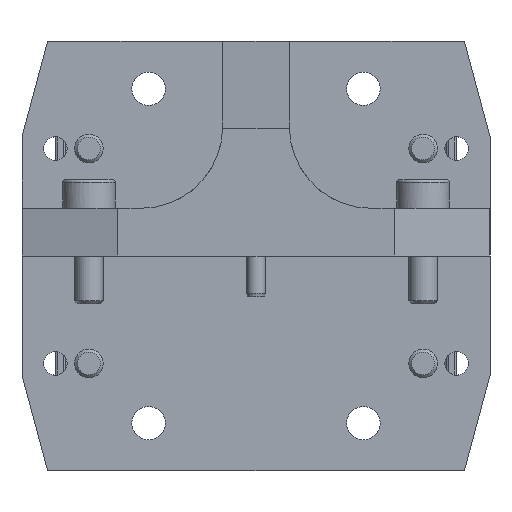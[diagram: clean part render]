
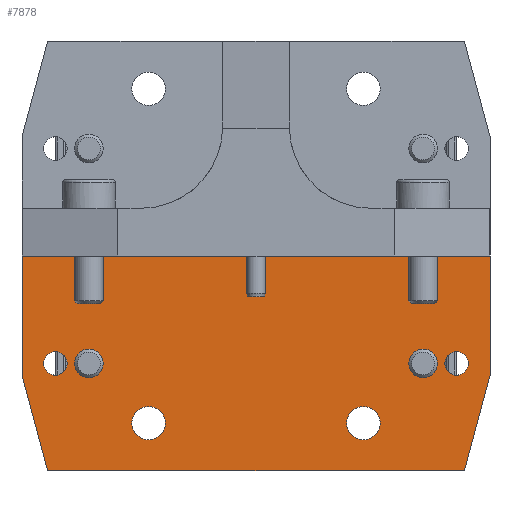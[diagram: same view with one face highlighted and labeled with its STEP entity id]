
A CAD part, front view. The second image highlights one B-rep face of the part: STEP entity #7878.
In plain terms, the highlighted planar face has unit normal (0, -1, 0).
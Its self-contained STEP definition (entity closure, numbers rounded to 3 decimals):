
#397=FACE_BOUND('',#1447,.T.);
#398=FACE_BOUND('',#1448,.T.);
#399=FACE_BOUND('',#1449,.T.);
#400=FACE_BOUND('',#1450,.T.);
#401=FACE_BOUND('',#1451,.T.);
#402=FACE_BOUND('',#1452,.T.);
#546=PLANE('',#8812);
#957=FACE_OUTER_BOUND('',#1446,.T.);
#1446=EDGE_LOOP('',(#6691,#6692,#6693,#6694,#6695,#6696));
#1447=EDGE_LOOP('',(#6697));
#1448=EDGE_LOOP('',(#6698));
#1449=EDGE_LOOP('',(#6699,#6700));
#1450=EDGE_LOOP('',(#6701,#6702));
#1451=EDGE_LOOP('',(#6703));
#1452=EDGE_LOOP('',(#6704));
#1887=LINE('',#14870,#2324);
#1894=LINE('',#14882,#2331);
#1900=LINE('',#14908,#2337);
#1903=LINE('',#14921,#2340);
#1905=LINE('',#14925,#2342);
#1906=LINE('',#14926,#2343);
#2324=VECTOR('',#10979,10.);
#2331=VECTOR('',#10988,10.);
#2337=VECTOR('',#11014,10.);
#2340=VECTOR('',#11029,10.);
#2342=VECTOR('',#11033,10.);
#2343=VECTOR('',#11034,10.);
#2387=CIRCLE('',#7970,1.5);
#2601=CIRCLE('',#8360,1.5);
#2832=CIRCLE('',#8813,1.75);
#2833=CIRCLE('',#8814,1.75);
#2834=CIRCLE('',#8815,1.75);
#2835=CIRCLE('',#8816,1.75);
#2836=CIRCLE('',#8817,1.23);
#2837=CIRCLE('',#8818,1.23);
#2879=VERTEX_POINT('',#11251);
#3185=VERTEX_POINT('',#12981);
#3521=VERTEX_POINT('',#14867);
#3522=VERTEX_POINT('',#14869);
#3526=VERTEX_POINT('',#14880);
#3536=VERTEX_POINT('',#14906);
#3540=VERTEX_POINT('',#14920);
#3541=VERTEX_POINT('',#14924);
#3542=VERTEX_POINT('',#14927);
#3543=VERTEX_POINT('',#14928);
#3544=VERTEX_POINT('',#14931);
#3545=VERTEX_POINT('',#14932);
#3546=VERTEX_POINT('',#14935);
#3547=VERTEX_POINT('',#14937);
#3597=EDGE_CURVE('',#2879,#2879,#2387,.T.);
#4066=EDGE_CURVE('',#3185,#3185,#2601,.T.);
#4596=EDGE_CURVE('',#3522,#3521,#1887,.T.);
#4603=EDGE_CURVE('',#3521,#3526,#1894,.T.);
#4617=EDGE_CURVE('',#3526,#3536,#1900,.T.);
#4623=EDGE_CURVE('',#3540,#3536,#1903,.T.);
#4625=EDGE_CURVE('',#3540,#3541,#1905,.T.);
#4626=EDGE_CURVE('',#3522,#3541,#1906,.T.);
#4627=EDGE_CURVE('',#3542,#3543,#2832,.T.);
#4628=EDGE_CURVE('',#3543,#3542,#2833,.T.);
#4629=EDGE_CURVE('',#3544,#3545,#2834,.T.);
#4630=EDGE_CURVE('',#3545,#3544,#2835,.T.);
#4631=EDGE_CURVE('',#3546,#3546,#2836,.T.);
#4632=EDGE_CURVE('',#3547,#3547,#2837,.T.);
#6691=ORIENTED_EDGE('',*,*,#4623,.F.);
#6692=ORIENTED_EDGE('',*,*,#4625,.T.);
#6693=ORIENTED_EDGE('',*,*,#4626,.F.);
#6694=ORIENTED_EDGE('',*,*,#4596,.T.);
#6695=ORIENTED_EDGE('',*,*,#4603,.T.);
#6696=ORIENTED_EDGE('',*,*,#4617,.T.);
#6697=ORIENTED_EDGE('',*,*,#3597,.T.);
#6698=ORIENTED_EDGE('',*,*,#4066,.T.);
#6699=ORIENTED_EDGE('',*,*,#4627,.T.);
#6700=ORIENTED_EDGE('',*,*,#4628,.T.);
#6701=ORIENTED_EDGE('',*,*,#4629,.T.);
#6702=ORIENTED_EDGE('',*,*,#4630,.T.);
#6703=ORIENTED_EDGE('',*,*,#4631,.T.);
#6704=ORIENTED_EDGE('',*,*,#4632,.T.);
#7878=ADVANCED_FACE('',(#957,#397,#398,#399,#400,#401,#402),#546,.T.);
#7970=AXIS2_PLACEMENT_3D('',#11253,#8946,#8947);
#8360=AXIS2_PLACEMENT_3D('',#12983,#9898,#9899);
#8812=AXIS2_PLACEMENT_3D('',#14923,#11031,#11032);
#8813=AXIS2_PLACEMENT_3D('',#14929,#11035,#11036);
#8814=AXIS2_PLACEMENT_3D('',#14930,#11037,#11038);
#8815=AXIS2_PLACEMENT_3D('',#14933,#11039,#11040);
#8816=AXIS2_PLACEMENT_3D('',#14934,#11041,#11042);
#8817=AXIS2_PLACEMENT_3D('',#14936,#11043,#11044);
#8818=AXIS2_PLACEMENT_3D('',#14938,#11045,#11046);
#8946=DIRECTION('center_axis',(0.,1.,0.));
#8947=DIRECTION('ref_axis',(0.,0.,-1.));
#9898=DIRECTION('center_axis',(0.,1.,0.));
#9899=DIRECTION('ref_axis',(0.,0.,
-1.));
#10979=DIRECTION('',(0.,0.,1.));
#10988=DIRECTION('',(-1.,0.,0.));
#11014=DIRECTION('',(0.,0.,-1.));
#11029=DIRECTION('',(-0.259,0.,0.966));
#11031=DIRECTION('center_axis',(0.,-1.,0.));
#11032=DIRECTION('ref_axis',(1.,0.,0.));
#11033=DIRECTION('',(1.,0.,0.));
#11034=DIRECTION('',(-0.259,0.,-0.966));
#11035=DIRECTION('center_axis',(0.,1.,0.));
#11036=DIRECTION('ref_axis',(1.,0.,0.));
#11037=DIRECTION('center_axis',(0.,1.,0.));
#11038=DIRECTION('ref_axis',(1.,0.,0.));
#11039=DIRECTION('center_axis',(0.,1.,0.));
#11040=DIRECTION('ref_axis',(1.,0.,0.));
#11041=DIRECTION('center_axis',(0.,1.,0.));
#11042=DIRECTION('ref_axis',(1.,0.,0.));
#11043=DIRECTION('center_axis',(0.,1.,0.));
#11044=DIRECTION('ref_axis',(-1.,0.,0.));
#11045=DIRECTION('center_axis',(0.,1.,0.));
#11046=DIRECTION('ref_axis',(-1.,0.,0.));
#11251=CARTESIAN_POINT('',(17.5,-5.,12.75));
#11253=CARTESIAN_POINT('Origin',(17.5,-5.,11.25));
#12981=CARTESIAN_POINT('',(-17.5,-5.,12.75));
#12983=CARTESIAN_POINT('Origin',(-17.5,-5.,11.25));
#14867=CARTESIAN_POINT('',(24.5,-5.,22.5));
#14869=CARTESIAN_POINT('',(24.5,-5.,10.));
#14870=CARTESIAN_POINT('',(24.5,-5.,0.));
#14880=CARTESIAN_POINT('',(-24.5,-5.,22.5));
#14882=CARTESIAN_POINT('',(-12.25,-5.,22.5));
#14906=CARTESIAN_POINT('',(-24.5,-5.,10.));
#14908=CARTESIAN_POINT('',(-24.5,-5.,45.));
#14920=CARTESIAN_POINT('',(-21.821,-5.,0.));
#14921=CARTESIAN_POINT('',(-24.572,-5.,10.269));
#14923=CARTESIAN_POINT('Origin',(0.,-5.,22.5));
#14924=CARTESIAN_POINT('',(21.821,-5.,0.));
#14925=CARTESIAN_POINT('',(-24.5,-5.,0.));
#14926=CARTESIAN_POINT('',(24.572,-5.,10.269));
#14927=CARTESIAN_POINT('',(13.,-5.,5.));
#14928=CARTESIAN_POINT('',(9.5,-5.,5.));
#14929=CARTESIAN_POINT('Origin',(11.25,-5.,5.));
#14930=CARTESIAN_POINT('Origin',(11.25,-5.,5.));
#14931=CARTESIAN_POINT('',(-9.5,-5.,5.));
#14932=CARTESIAN_POINT('',(-13.,-5.,5.));
#14933=CARTESIAN_POINT('Origin',(-11.25,-5.,5.));
#14934=CARTESIAN_POINT('Origin',(-11.25,-5.,5.));
#14935=CARTESIAN_POINT('',(-19.77,-5.,11.25));
#14936=CARTESIAN_POINT('Origin',(-21.,-5.,11.25));
#14937=CARTESIAN_POINT('',(22.23,-5.,11.25));
#14938=CARTESIAN_POINT('Origin',(21.,-5.,11.25));
